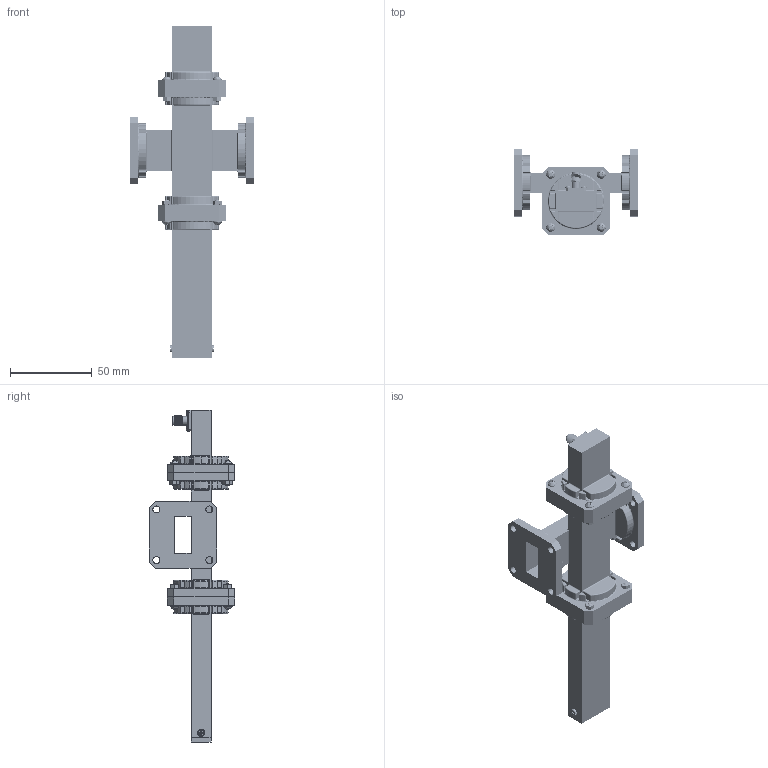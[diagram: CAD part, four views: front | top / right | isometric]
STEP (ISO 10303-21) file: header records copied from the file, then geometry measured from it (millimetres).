
FILE_DESCRIPTION (( 'STEP AP214' ), '1' );
FILE_NAME ('PEWCT1068.STEP', '2017-06-28T23:16:23', ( '' ), ( '' ), 'SwSTEP 2.0', 'SolidWorks 2014', '' );
FILE_SCHEMA (( 'AUTOMOTIVE_DESIGN' ));
Length unit declared in the file: inch
Products named in the file (9): Copy of Nut^PEWCT1068; PEWTR1006; PEWCT1020; Copy of Nut^PEWCT1020; PEWCP1056; Copy of M3 ROUND HD SCREW^PEWCT1068; Copy of M3 ROUND HD SCREW^PEWCT1020; PEWCT1068; PEWCA1006
Assembly tree (20 placements, depth 3):
  PEWCT1068
    PEWCT1020
      PEWCP1056
      Copy of M3 ROUND HD SCREW^PEWCT1020  x4
      Copy of Nut^PEWCT1020  x4
      PEWTR1006
    PEWCA1006
    Copy of M3 ROUND HD SCREW^PEWCT1068  x4
    Copy of Nut^PEWCT1068  x4
Bounding box: 76.2 x 52.45 x 203.46 mm (x, y, z)
Volume: 77933.6 mm3; surface area: 65068.2 mm2
Topology: 25 solids, 25 shells, 2499 faces, 6255 edges, 3738 vertices
Faces by surface type: cylinder 1108, plane 629, cone 387, sphere 132, torus 132, bspline 111
Entity records: 66047 total; most frequent: CARTESIAN_POINT 25236, ORIENTED_EDGE 7706, DIRECTION 7667, EDGE_CURVE 3853, AXIS2_PLACEMENT_3D 2997, VERTEX_POINT 2310, EDGE_LOOP 1683, LINE 1673
